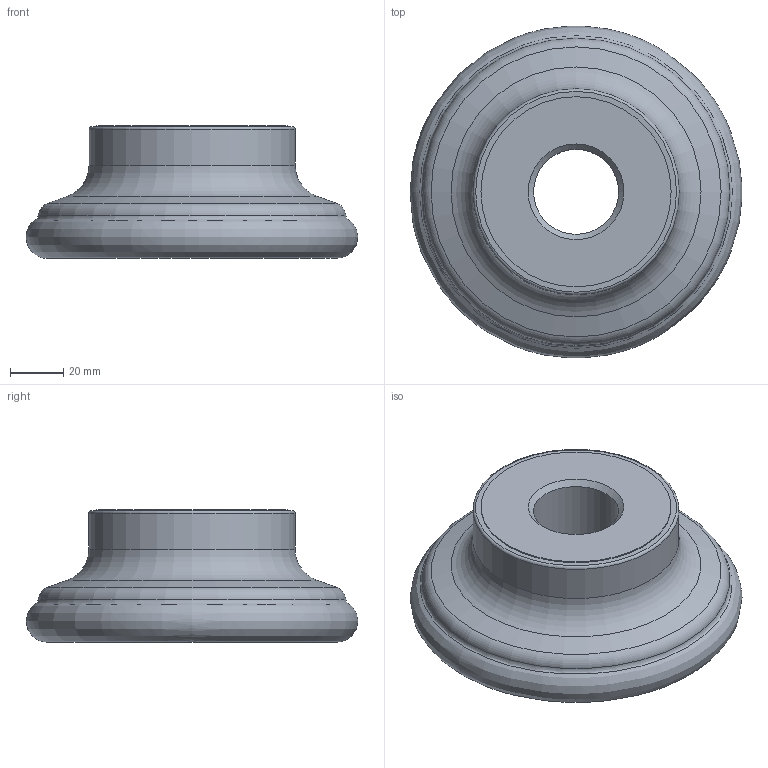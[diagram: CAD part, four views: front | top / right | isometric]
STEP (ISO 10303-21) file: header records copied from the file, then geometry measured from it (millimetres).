
FILE_DESCRIPTION(/* description */ (''),/* implementation_level */ '2;1');
FILE_NAME(/* name */ '1543225119890.stp',/* time_stamp */ '2018-11-26T15:09:01+06:00',/* author */ (''),/* organization */ ('SMS'),/* preprocessor_version */ 'ST-DEVELOPER v15',/* originating_system */ 'SIEMENS PLM Software NX 8.5',/* authorisation */ '');
FILE_SCHEMA (('AUTOMOTIVE_DESIGN { 1 0 10303 214 3 1 1 1 }'));
Length unit declared in the file: millimetre
Products named in the file (4): 201858439mod000_00; ASSEMBLY_CONSTRUCTION; 201913043mod000_00; 201913041mod000_00
Assembly tree (3 placements, depth 2):
  201913041mod000_00
    201913043mod000_00
    ASSEMBLY_CONSTRUCTION
    201858439mod000_00
Bounding box: 124.93 x 124.88 x 50 mm (x, y, z)
Volume: 340456.7 mm3; surface area: 53714 mm2
Topology: 2 solids, 2 shells, 28 faces, 52 edges, 43 vertices
Faces by surface type: torus 10, cone 8, plane 5, cylinder 4, bspline 1
Full cylindrical faces by diameter (mm): 32.013 x1, 45 x1, 71.6 x1, 77.6 x1
Entity records: 3425 total; most frequent: CARTESIAN_POINT 2702, DIRECTION 140, AXIS2_PLACEMENT_3D 70, FACE_BOUND 55, EDGE_LOOP 54, ORIENTED_EDGE 54, STYLED_ITEM 29, PRESENTATION_STYLE_ASSIGNMENT 29
